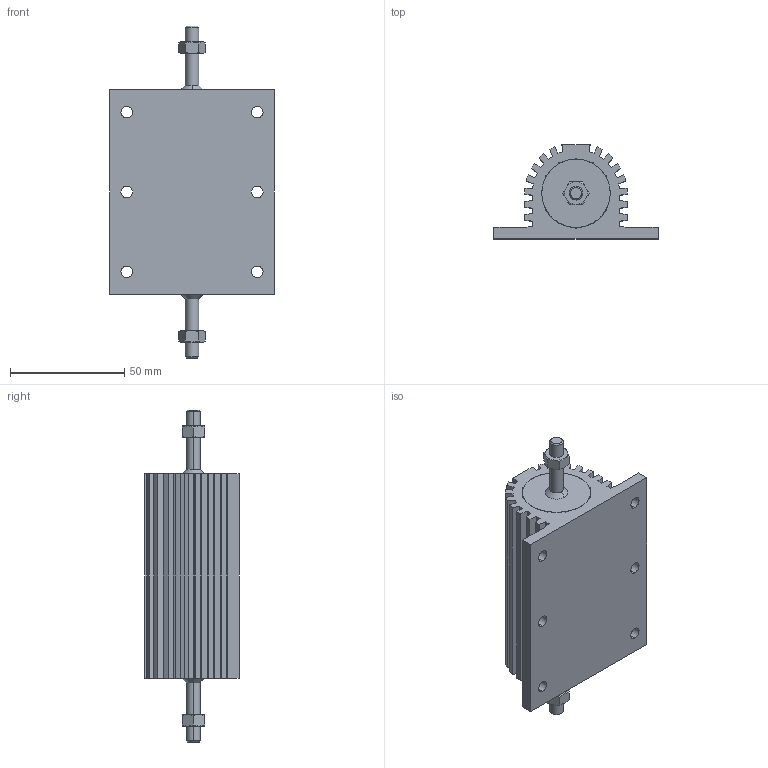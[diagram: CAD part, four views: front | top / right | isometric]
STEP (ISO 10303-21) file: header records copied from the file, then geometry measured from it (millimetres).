
FILE_DESCRIPTION (( 'STEP AP203' ), '1' );
FILE_NAME ('WH200 edit.STEP', '2015-05-22T07:58:17', ( '' ), ( '' ), 'SwSTEP 2.0', 'SolidWorks 2015', '' );
FILE_SCHEMA (( 'CONFIG_CONTROL_DESIGN' ));
Length unit declared in the file: millimetre
Products named in the file (1): WH200 edit
Bounding box: 72 x 41.25 x 145.5 mm (x, y, z)
Volume: 151074.6 mm3; surface area: 50150.7 mm2
Topology: 6 solids, 6 shells, 222 faces, 575 edges, 364 vertices
Faces by surface type: plane 86, cone 75, cylinder 61
Entity records: 6911 total; most frequent: CARTESIAN_POINT 1304, DIRECTION 1186, ORIENTED_EDGE 1146, EDGE_CURVE 573, AXIS2_PLACEMENT_3D 438, VERTEX_POINT 364, VECTOR 310, LINE 310
